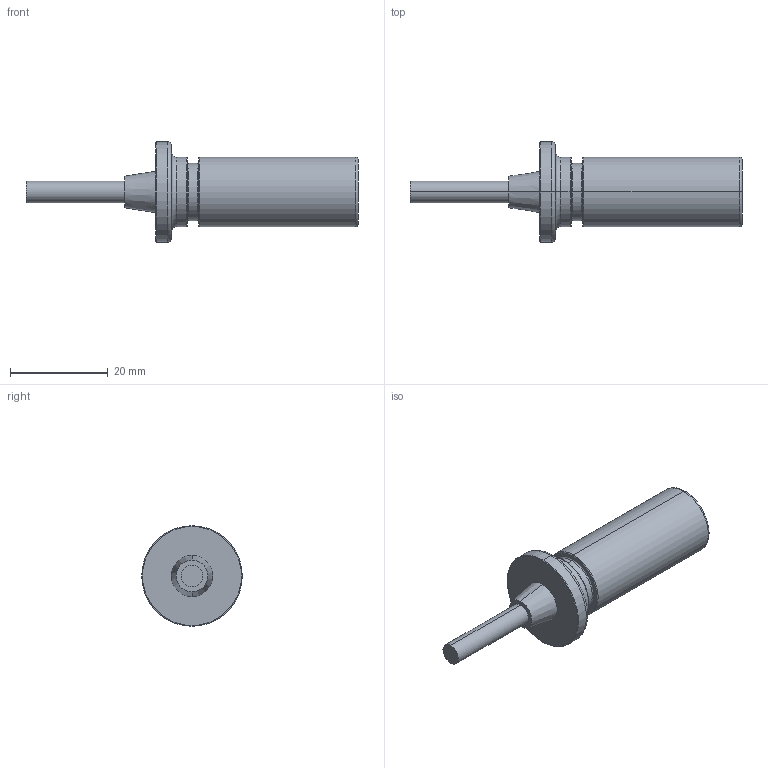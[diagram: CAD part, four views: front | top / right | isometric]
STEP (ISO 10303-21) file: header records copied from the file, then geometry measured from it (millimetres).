
FILE_DESCRIPTION (( 'STEP AP214' ), '1' );
FILE_NAME ('Industrial Blank Sensor-000.STEP', '2025-08-27T22:22:20', ( '' ), ( '' ), 'SwSTEP 2.0', 'SolidWorks 2025', '' );
FILE_SCHEMA (( 'AUTOMOTIVE_DESIGN' ));
Length unit declared in the file: inch
Products named in the file (1): Industrial Blank Sensor-000
Bounding box: 67.82 x 20.51 x 20.51 mm (x, y, z)
Volume: 7569.7 mm3; surface area: 3133.5 mm2
Topology: 3 solids, 3 shells, 37 faces, 68 edges, 40 vertices
Faces by surface type: torus 16, cylinder 10, plane 9, cone 2
Entity records: 979 total; most frequent: DIRECTION 200, CARTESIAN_POINT 146, ORIENTED_EDGE 136, AXIS2_PLACEMENT_3D 94, EDGE_CURVE 68, CIRCLE 56, EDGE_LOOP 40, VERTEX_POINT 40
